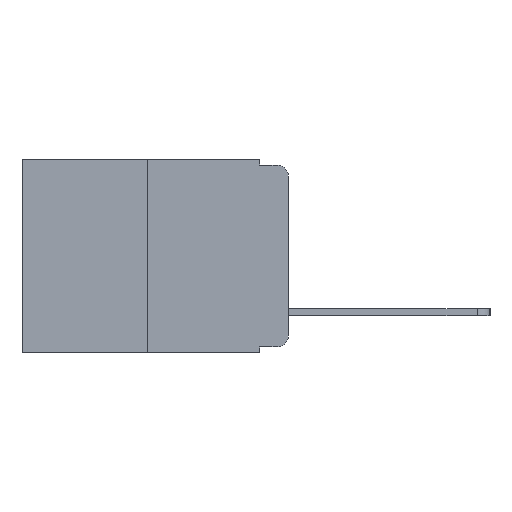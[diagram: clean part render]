
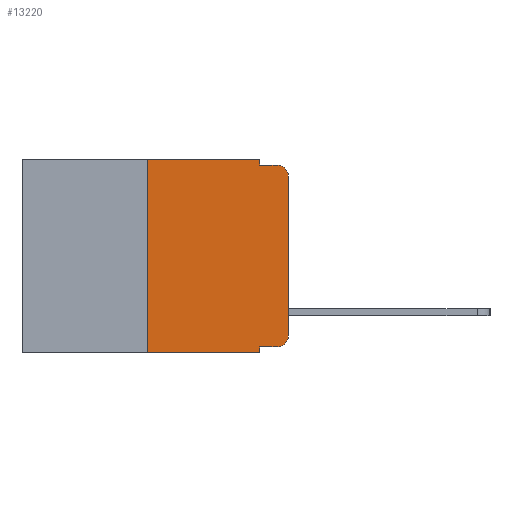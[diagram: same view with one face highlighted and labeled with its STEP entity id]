
A CAD part, left-side view. The second image highlights one B-rep face of the part: STEP entity #13220.
In plain terms, the highlighted planar face has unit normal (-1, 0, 0).
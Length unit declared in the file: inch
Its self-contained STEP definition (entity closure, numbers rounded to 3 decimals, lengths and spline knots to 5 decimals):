
#6 = VECTOR ( 'NONE', #6992, 39.37008 ) ;
#63 = CARTESIAN_POINT ( 'NONE',  ( 0., 0.473, -0.343 ) ) ;
#180 = VECTOR ( 'NONE', #4674, 39.37008 ) ;
#903 = AXIS2_PLACEMENT_3D ( 'NONE', #6382, #13443, #7438 ) ;
#1060 = EDGE_CURVE ( 'NONE', #12360, #4846, #12818, .T. ) ;
#1227 = CARTESIAN_POINT ( 'NONE',  ( 0., 0.051, 0. ) ) ;
#1394 = VERTEX_POINT ( 'NONE', #3442 ) ;
#1408 = CIRCLE ( 'NONE', #2850, 0.02 ) ;
#1449 = DIRECTION ( 'NONE',  ( 0., -1., 0. ) ) ;
#1858 = LINE ( 'NONE', #63, #2257 ) ;
#1980 = EDGE_CURVE ( 'NONE', #9732, #12360, #3319, .T. ) ;
#2257 = VECTOR ( 'NONE', #1449, 39.37008 ) ;
#2265 = VECTOR ( 'NONE', #10734, 39.37008 ) ;
#2744 = VECTOR ( 'NONE', #6927, 39.37008 ) ;
#2761 = EDGE_CURVE ( 'NONE', #9732, #2791, #6247, .T. ) ;
#2791 = VERTEX_POINT ( 'NONE', #7029 ) ;
#2850 = AXIS2_PLACEMENT_3D ( 'NONE', #11215, #5110, #12258 ) ;
#3072 = DIRECTION ( 'NONE',  ( 0., 0., 1. ) ) ;
#3319 = LINE ( 'NONE', #6980, #6 ) ;
#3369 = EDGE_CURVE ( 'NONE', #3565, #11221, #11304, .T. ) ;
#3412 = CARTESIAN_POINT ( 'NONE',  ( 0., 0.02, -0.333 ) ) ;
#3442 = CARTESIAN_POINT ( 'NONE',  ( 0., 0., -0.03 ) ) ;
#3445 = EDGE_CURVE ( 'NONE', #4247, #3565, #10652, .T. ) ;
#3565 = VERTEX_POINT ( 'NONE', #10351 ) ;
#4094 = CARTESIAN_POINT ( 'NONE',  ( 0., 0.25, 0. ) ) ;
#4161 = EDGE_CURVE ( 'NONE', #11221, #8334, #10206, .T. ) ;
#4247 = VERTEX_POINT ( 'NONE', #9809 ) ;
#4564 = AXIS2_PLACEMENT_3D ( 'NONE', #12484, #6333, #9750 ) ;
#4674 = DIRECTION ( 'NONE',  ( 0., 0., -1. ) ) ;
#4846 = VERTEX_POINT ( 'NONE', #8271 ) ;
#4879 = EDGE_CURVE ( 'NONE', #8334, #10888, #13770, .T. ) ;
#5110 = DIRECTION ( 'NONE',  ( -1., 0., 0. ) ) ;
#5313 = FACE_OUTER_BOUND ( 'NONE', #11482, .T. ) ;
#5530 = LINE ( 'NONE', #10923, #2744 ) ;
#5572 = EDGE_CURVE ( 'NONE', #1394, #10888, #1408, .T. ) ;
#6031 = CARTESIAN_POINT ( 'NONE',  ( 0., 0.051, 0. ) ) ;
#6247 = LINE ( 'NONE', #8674, #180 ) ;
#6254 = CARTESIAN_POINT ( 'NONE',  ( 0., 0.051, -0.333 ) ) ;
#6270 = EDGE_CURVE ( 'NONE', #4846, #1394, #5530, .T. ) ;
#6333 = DIRECTION ( 'NONE',  ( -1., 0., 0. ) ) ;
#6382 = CARTESIAN_POINT ( 'NONE',  ( 0., 0.473, 0. ) ) ;
#6858 = ORIENTED_EDGE ( 'NONE', *, *, #2761, .F. ) ;
#6927 = DIRECTION ( 'NONE',  ( 0., 0., 1. ) ) ;
#6973 = ORIENTED_EDGE ( 'NONE', *, *, #9463, .T. ) ;
#6980 = CARTESIAN_POINT ( 'NONE',  ( 0., 0.051, -0.333 ) ) ;
#6992 = DIRECTION ( 'NONE',  ( 0., -1., 0. ) ) ;
#7029 = CARTESIAN_POINT ( 'NONE',  ( 0., 0.051, -0.343 ) ) ;
#7159 = ORIENTED_EDGE ( 'NONE', *, *, #3445, .F. ) ;
#7162 = DIRECTION ( 'NONE',  ( 0., -1., 0. ) ) ;
#7280 = CARTESIAN_POINT ( 'NONE',  ( 0., 0.051, -0.01 ) ) ;
#7343 = ORIENTED_EDGE ( 'NONE', *, *, #3369, .F. ) ;
#7350 = CARTESIAN_POINT ( 'NONE',  ( 0., 0.02, -0.01 ) ) ;
#7438 = DIRECTION ( 'NONE',  ( 0., 0., -1. ) ) ;
#7637 = ORIENTED_EDGE ( 'NONE', *, *, #4161, .F. ) ;
#7693 = ORIENTED_EDGE ( 'NONE', *, *, #4879, .F. ) ;
#7922 = ORIENTED_EDGE ( 'NONE', *, *, #5572, .T. ) ;
#8271 = CARTESIAN_POINT ( 'NONE',  ( 0., 0., -0.313 ) ) ;
#8334 = VERTEX_POINT ( 'NONE', #9442 ) ;
#8674 = CARTESIAN_POINT ( 'NONE',  ( 0., 0.051, 0. ) ) ;
#8809 = ORIENTED_EDGE ( 'NONE', *, *, #6270, .T. ) ;
#9442 = CARTESIAN_POINT ( 'NONE',  ( 0., 0.051, -0.01 ) ) ;
#9463 = EDGE_CURVE ( 'NONE', #4247, #2791, #1858, .T. ) ;
#9732 = VERTEX_POINT ( 'NONE', #6254 ) ;
#9750 = DIRECTION ( 'NONE',  ( 0., 0., -1. ) ) ;
#9809 = CARTESIAN_POINT ( 'NONE',  ( 0., 0.25, -0.343 ) ) ;
#10206 = LINE ( 'NONE', #1227, #2265 ) ;
#10351 = CARTESIAN_POINT ( 'NONE',  ( 0., 0.25, 0. ) ) ;
#10652 = LINE ( 'NONE', #4094, #12738 ) ;
#10734 = DIRECTION ( 'NONE',  ( 0., 0., -1. ) ) ;
#10774 = ORIENTED_EDGE ( 'NONE', *, *, #1060, .T. ) ;
#10888 = VERTEX_POINT ( 'NONE', #7350 ) ;
#10923 = CARTESIAN_POINT ( 'NONE',  ( 0., 0., 0. ) ) ;
#11124 = VECTOR ( 'NONE', #13298, 39.37008 ) ;
#11215 = CARTESIAN_POINT ( 'NONE',  ( 0., 0.02, -0.03 ) ) ;
#11221 = VERTEX_POINT ( 'NONE', #6031 ) ;
#11304 = LINE ( 'NONE', #13194, #13648 ) ;
#11307 = ORIENTED_EDGE ( 'NONE', *, *, #1980, .T. ) ;
#11435 = PLANE ( 'NONE',  #903 ) ;
#11482 = EDGE_LOOP ( 'NONE', ( #8809, #7922, #7693, #7637, #7343, #7159, #6973, #6858, #11307, #10774 ) ) ;
#12258 = DIRECTION ( 'NONE',  ( 0., 0., -1. ) ) ;
#12360 = VERTEX_POINT ( 'NONE', #3412 ) ;
#12484 = CARTESIAN_POINT ( 'NONE',  ( 0., 0.02, -0.313 ) ) ;
#12738 = VECTOR ( 'NONE', #3072, 39.37008 ) ;
#12818 = CIRCLE ( 'NONE', #4564, 0.02 ) ;
#13194 = CARTESIAN_POINT ( 'NONE',  ( 0., 0.473, 0. ) ) ;
#13220 = ADVANCED_FACE ( 'NONE', ( #5313 ), #11435, .F. ) ;
#13298 = DIRECTION ( 'NONE',  ( 0., -1., 0. ) ) ;
#13443 = DIRECTION ( 'NONE',  ( 1., 0., 0. ) ) ;
#13648 = VECTOR ( 'NONE', #7162, 39.37008 ) ;
#13770 = LINE ( 'NONE', #7280, #11124 ) ;
